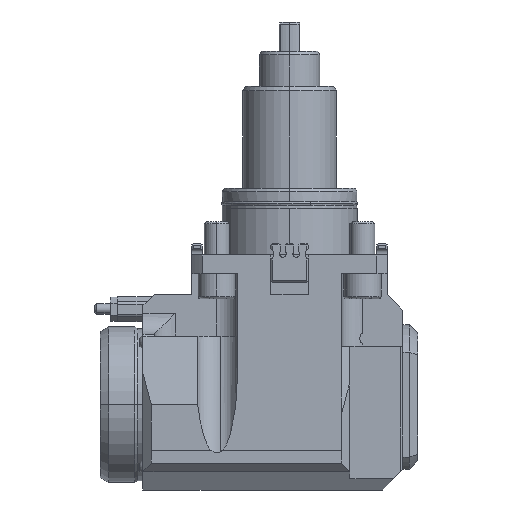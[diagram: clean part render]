
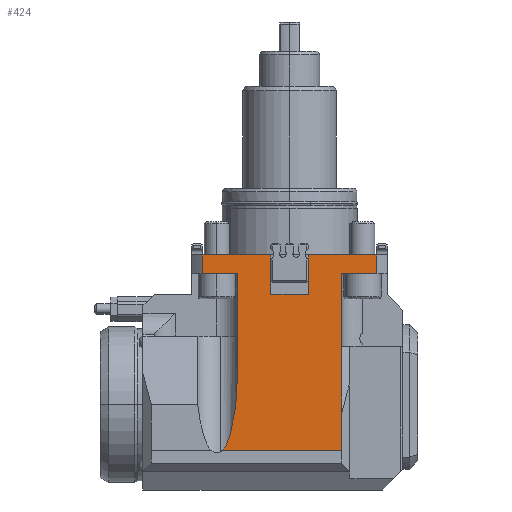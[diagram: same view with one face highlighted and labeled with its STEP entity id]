
A CAD part, front view. The second image highlights one B-rep face of the part: STEP entity #424.
In plain terms, the highlighted planar face has unit normal (0, -1, 0).
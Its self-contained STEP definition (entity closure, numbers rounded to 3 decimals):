
#304=CARTESIAN_POINT('',(-47.,-47.,0.));
#305=DIRECTION('',(0.,-1.,0.));
#306=DIRECTION('',(0.,0.,1.));
#307=AXIS2_PLACEMENT_3D('',#304,#305,#306);
#308=PLANE('',#307);
#309=CARTESIAN_POINT('',(9.005,-47.,0.));
#310=VERTEX_POINT('',#309);
#311=CARTESIAN_POINT('',(41.952,-47.,-0.));
#312=VERTEX_POINT('',#311);
#313=CARTESIAN_POINT('',(9.005,-47.,0.));
#314=DIRECTION('',(1.,0.,-0.));
#315=VECTOR('',#314,32.947);
#316=LINE('',#313,#315);
#317=EDGE_CURVE('',#310,#312,#316,.T.);
#318=ORIENTED_EDGE('',*,*,#317,.F.);
#319=CARTESIAN_POINT('',(9.005,-47.,-19.));
#320=VERTEX_POINT('',#319);
#321=CARTESIAN_POINT('',(9.005,-47.,0.));
#322=DIRECTION('',(-0.,0.,-1.));
#323=VECTOR('',#322,19.);
#324=LINE('',#321,#323);
#325=EDGE_CURVE('',#310,#320,#324,.T.);
#326=ORIENTED_EDGE('',*,*,#325,.T.);
#327=CARTESIAN_POINT('',(-9.005,-47.,-19.));
#328=VERTEX_POINT('',#327);
#329=CARTESIAN_POINT('',(9.005,-47.,-19.));
#330=DIRECTION('',(-1.,0.,0.));
#331=VECTOR('',#330,18.01);
#332=LINE('',#329,#331);
#333=EDGE_CURVE('',#320,#328,#332,.T.);
#334=ORIENTED_EDGE('',*,*,#333,.T.);
#335=CARTESIAN_POINT('',(-9.005,-47.,0.));
#336=VERTEX_POINT('',#335);
#337=CARTESIAN_POINT('',(-9.005,-47.,-19.));
#338=DIRECTION('',(0.,0.,1.));
#339=VECTOR('',#338,19.);
#340=LINE('',#337,#339);
#341=EDGE_CURVE('',#328,#336,#340,.T.);
#342=ORIENTED_EDGE('',*,*,#341,.T.);
#343=CARTESIAN_POINT('',(-41.952,-47.,0.));
#344=VERTEX_POINT('',#343);
#345=CARTESIAN_POINT('',(-41.952,-47.,0.));
#346=DIRECTION('',(1.,0.,-0.));
#347=VECTOR('',#346,32.947);
#348=LINE('',#345,#347);
#349=EDGE_CURVE('',#344,#336,#348,.T.);
#350=ORIENTED_EDGE('',*,*,#349,.F.);
#351=CARTESIAN_POINT('',(-41.952,-47.,-9.));
#352=VERTEX_POINT('',#351);
#353=CARTESIAN_POINT('',(-41.952,-47.,0.));
#354=DIRECTION('',(0.,0.,-1.));
#355=VECTOR('',#354,9.);
#356=LINE('',#353,#355);
#357=EDGE_CURVE('',#344,#352,#356,.T.);
#358=ORIENTED_EDGE('',*,*,#357,.T.);
#359=CARTESIAN_POINT('',(-25.,-47.,-9.));
#360=VERTEX_POINT('',#359);
#361=CARTESIAN_POINT('',(-41.952,-47.,-9.));
#362=DIRECTION('',(1.,0.,0.));
#363=VECTOR('',#362,16.952);
#364=LINE('',#361,#363);
#365=EDGE_CURVE('',#352,#360,#364,.T.);
#366=ORIENTED_EDGE('',*,*,#365,.T.);
#367=CARTESIAN_POINT('',(-25.,-47.,-56.87));
#368=VERTEX_POINT('',#367);
#369=CARTESIAN_POINT('',(-25.,-47.,-9.));
#370=DIRECTION('',(0.,-0.,-1.));
#371=VECTOR('',#370,47.87);
#372=LINE('',#369,#371);
#373=EDGE_CURVE('',#360,#368,#372,.T.);
#374=ORIENTED_EDGE('',*,*,#373,.T.);
#375=CARTESIAN_POINT('',(-32.234,-47.,-94.));
#376=VERTEX_POINT('',#375);
#377=CARTESIAN_POINT('',(-35.,-47.,-56.87));
#378=DIRECTION('',(-0.,1.,-0.));
#379=DIRECTION('',(0.,0.,1.));
#380=AXIS2_PLACEMENT_3D('',#377,#378,#379);
#381=ELLIPSE('',#380,38.637,10.);
#382=EDGE_CURVE('',#368,#376,#381,.T.);
#383=ORIENTED_EDGE('',*,*,#382,.T.);
#384=CARTESIAN_POINT('',(25.,-47.,-94.));
#385=VERTEX_POINT('',#384);
#386=CARTESIAN_POINT('',(-32.234,-47.,-94.));
#387=DIRECTION('',(1.,0.,0.));
#388=VECTOR('',#387,57.234);
#389=LINE('',#386,#388);
#390=EDGE_CURVE('',#376,#385,#389,.T.);
#391=ORIENTED_EDGE('',*,*,#390,.T.);
#392=CARTESIAN_POINT('',(25.,-47.,-76.));
#393=VERTEX_POINT('',#392);
#394=CARTESIAN_POINT('',(25.,-47.,-76.));
#395=DIRECTION('',(0.,0.,-1.));
#396=VECTOR('',#395,18.);
#397=LINE('',#394,#396);
#398=EDGE_CURVE('',#393,#385,#397,.T.);
#399=ORIENTED_EDGE('',*,*,#398,.F.);
#400=CARTESIAN_POINT('',(25.,-47.,-9.));
#401=VERTEX_POINT('',#400);
#402=CARTESIAN_POINT('',(25.,-47.,-76.));
#403=DIRECTION('',(-0.,-0.,1.));
#404=VECTOR('',#403,67.);
#405=LINE('',#402,#404);
#406=EDGE_CURVE('',#393,#401,#405,.T.);
#407=ORIENTED_EDGE('',*,*,#406,.T.);
#408=CARTESIAN_POINT('',(41.952,-47.,-9.));
#409=VERTEX_POINT('',#408);
#410=CARTESIAN_POINT('',(25.,-47.,-9.));
#411=DIRECTION('',(1.,0.,0.));
#412=VECTOR('',#411,16.952);
#413=LINE('',#410,#412);
#414=EDGE_CURVE('',#401,#409,#413,.T.);
#415=ORIENTED_EDGE('',*,*,#414,.T.);
#416=CARTESIAN_POINT('',(41.952,-47.,-9.));
#417=DIRECTION('',(0.,0.,1.));
#418=VECTOR('',#417,9.);
#419=LINE('',#416,#418);
#420=EDGE_CURVE('',#409,#312,#419,.T.);
#421=ORIENTED_EDGE('',*,*,#420,.T.);
#422=EDGE_LOOP('',(#318,#326,#334,#342,#350,#358,#366,#374,#383,#391,#399,#407,#415,#421));
#423=FACE_BOUND('',#422,.T.);
#424=ADVANCED_FACE('',(#423),#308,.T.);
